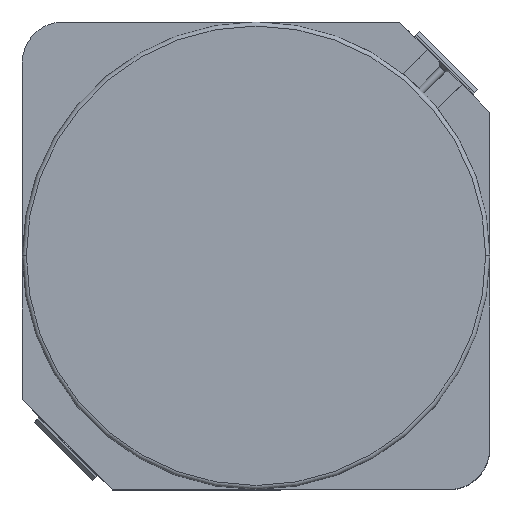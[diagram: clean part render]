
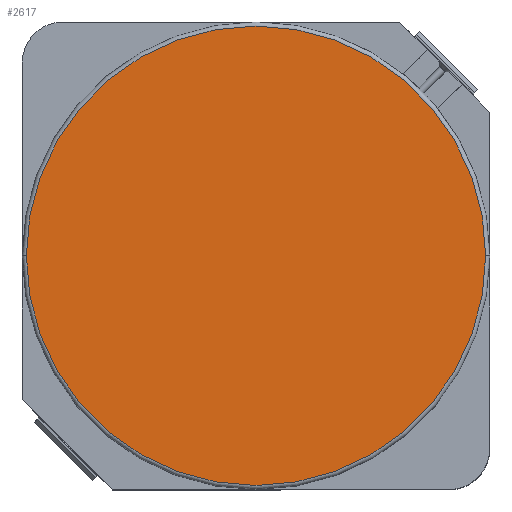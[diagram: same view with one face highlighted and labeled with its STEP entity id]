
A CAD part, top view. The second image highlights one B-rep face of the part: STEP entity #2617.
In plain terms, the highlighted planar face has unit normal (0, 0, 1).
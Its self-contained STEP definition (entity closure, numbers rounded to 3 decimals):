
#85 = FACE_OUTER_BOUND ( 'NONE', #903, .T. ) ;
#107 = CARTESIAN_POINT ( 'NONE',  ( 0., 0., 3.005 ) ) ;
#167 = AXIS2_PLACEMENT_3D ( 'NONE', #839, #2220, #2697 ) ;
#262 = VERTEX_POINT ( 'NONE', #617 ) ;
#564 = CARTESIAN_POINT ( 'NONE',  ( -2.8, 0., 3.005 ) ) ;
#571 = DIRECTION ( 'NONE',  ( 0., 0., 1. ) ) ;
#617 = CARTESIAN_POINT ( 'NONE',  ( 2.8, 0., 3.005 ) ) ;
#741 = PLANE ( 'NONE',  #2725 ) ;
#839 = CARTESIAN_POINT ( 'NONE',  ( 0., 0., 3.005 ) ) ;
#903 = EDGE_LOOP ( 'NONE', ( #1536, #2637 ) ) ;
#906 = CIRCLE ( 'NONE', #2051, 2.8 ) ;
#910 = VERTEX_POINT ( 'NONE', #564 ) ;
#1536 = ORIENTED_EDGE ( 'NONE', *, *, #2624, .T. ) ;
#1758 = DIRECTION ( 'NONE',  ( 1., 0., 0. ) ) ;
#1933 = EDGE_CURVE ( 'NONE', #910, #262, #2177, .T. ) ;
#1972 = DIRECTION ( 'NONE',  ( 1., 0., 0. ) ) ;
#1981 = DIRECTION ( 'NONE',  ( 0., 0., 1. ) ) ;
#2051 = AXIS2_PLACEMENT_3D ( 'NONE', #2194, #1981, #1972 ) ;
#2177 = CIRCLE ( 'NONE', #167, 2.8 ) ;
#2194 = CARTESIAN_POINT ( 'NONE',  ( 0., 0., 3.005 ) ) ;
#2220 = DIRECTION ( 'NONE',  ( 0., 0., 1. ) ) ;
#2617 = ADVANCED_FACE ( 'NONE', ( #85 ), #741, .T. ) ;
#2624 = EDGE_CURVE ( 'NONE', #262, #910, #906, .T. ) ;
#2637 = ORIENTED_EDGE ( 'NONE', *, *, #1933, .T. ) ;
#2697 = DIRECTION ( 'NONE',  ( 1., 0., 0. ) ) ;
#2725 = AXIS2_PLACEMENT_3D ( 'NONE', #107, #571, #1758 ) ;
